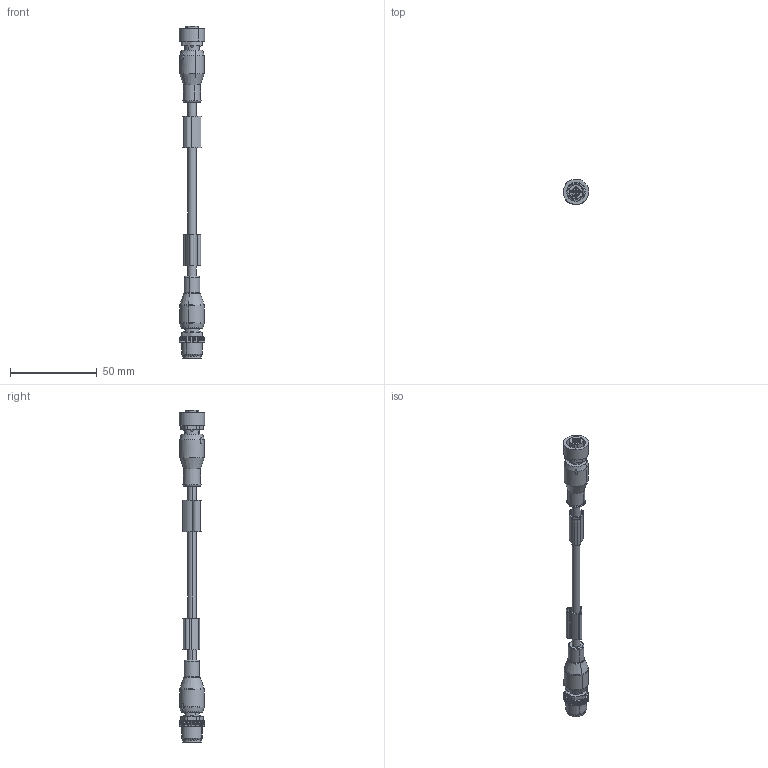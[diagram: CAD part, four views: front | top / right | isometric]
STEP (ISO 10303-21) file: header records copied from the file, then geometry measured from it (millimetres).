
FILE_DESCRIPTION(('CATIA V5 STEP Exchange','CAx-IF Rec.Pracs.--- Model Styling and Organization---1.5--- 2016-08-15','CAx-IF Rec.Pracs.---Supplemental Geometry---1.0---2011-11-01','CAx-IF Rec.Pracs.--- Composite Materials ---1.1---2010-07-15'),'2;1');
FILE_NAME ('2152597-6_0', '2025-03-03T06:34:08+00:00', ('none'), ('Weidmueller'), 'CATIA Version 5-6 Release 2022 SP4 HF5', 'CATIA V5 STEP AP214 v3', 'none');
FILE_SCHEMA(('AUTOMOTIVE_DESIGN { 1 0 10303 214 1 1 1 1 }'));
Length unit declared in the file: millimetre
Products named in the file (1): 1108840000
Bounding box: 14.6 x 14.6 x 191 mm (x, y, z)
Volume: 12073.1 mm3; surface area: 10458.2 mm2
Topology: 1 solids, 22 shells, 787 faces, 2017 edges, 1300 vertices
Faces by surface type: plane 312, cylinder 283, cone 119, torus 46, sphere 14, bspline 8, revolution 5
Entity records: 23403 total; most frequent: CARTESIAN_POINT 5845, ORIENTED_EDGE 4010, DIRECTION 2555, EDGE_CURVE 2005, VERTEX_POINT 1300, AXIS2_PLACEMENT_3D 1241, EDGE_LOOP 866, VECTOR 842
